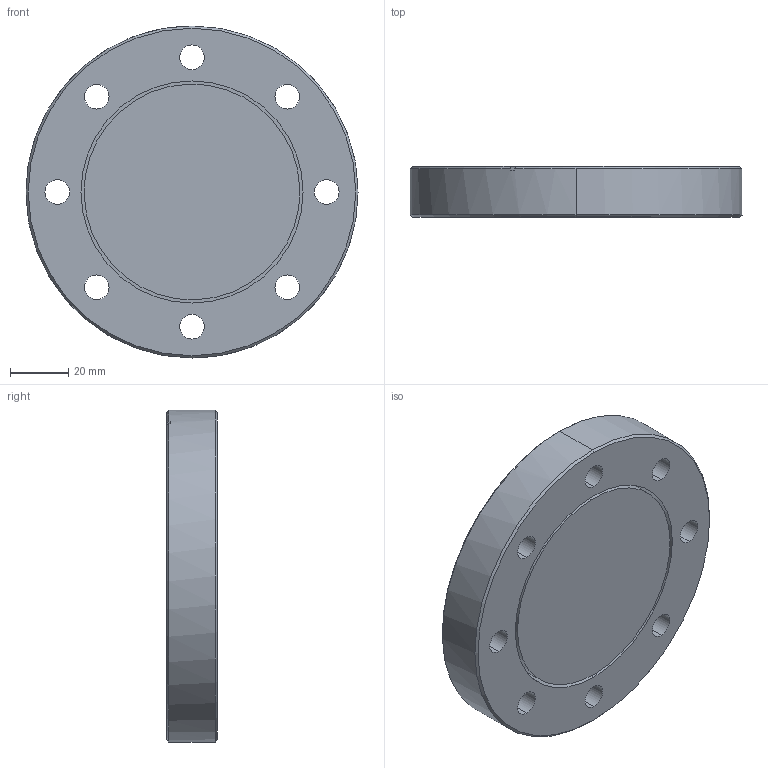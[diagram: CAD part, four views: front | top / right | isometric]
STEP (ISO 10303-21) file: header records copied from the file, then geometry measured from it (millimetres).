
FILE_DESCRIPTION (( 'STEP AP203' ), '1' );
FILE_NAME ('A8711-2-CF.STEP', '2012-02-17T18:20:23', ( '' ), ( '' ), 'SwSTEP 2.0', 'SolidWorks 2011', '' );
FILE_SCHEMA (( 'CONFIG_CONTROL_DESIGN' ));
Length unit declared in the file: inch
Products named in the file (1): A8711-2-CF
Bounding box: 113.54 x 17.27 x 113.54 mm (x, y, z)
Volume: 119411.7 mm3; surface area: 41086.8 mm2
Topology: 1 solids, 1 shells, 67 faces, 162 edges, 103 vertices
Faces by surface type: cylinder 34, plane 16, cone 9, torus 8
Entity records: 2112 total; most frequent: DIRECTION 395, CARTESIAN_POINT 345, ORIENTED_EDGE 324, AXIS2_PLACEMENT_3D 169, EDGE_CURVE 162, VERTEX_POINT 103, CIRCLE 101, EDGE_LOOP 89
